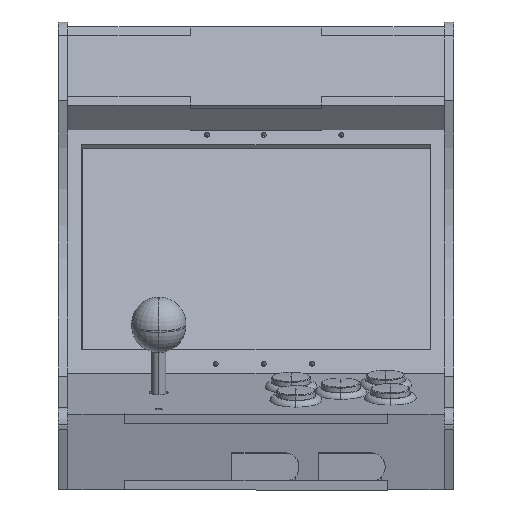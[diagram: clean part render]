
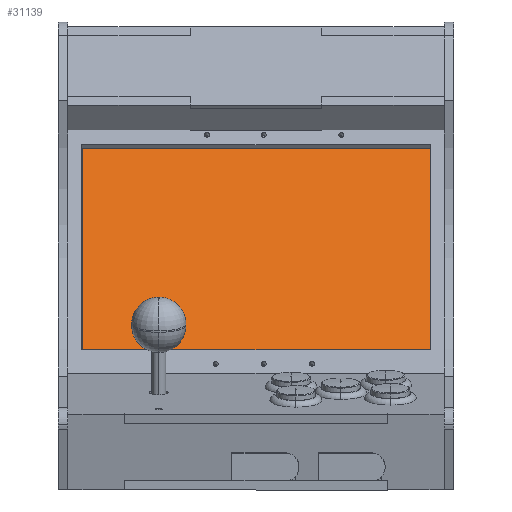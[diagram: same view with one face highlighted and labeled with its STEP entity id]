
A CAD part, top view. The second image highlights one B-rep face of the part: STEP entity #31139.
In plain terms, the highlighted face is planar.
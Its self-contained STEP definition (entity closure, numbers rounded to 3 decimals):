
#750 = AXIS2_PLACEMENT_3D ( 'NONE', #27920, #4299, #22515 ) ;
#2881 = VECTOR ( 'NONE', #4331, 1000. ) ;
#4299 = DIRECTION ( 'NONE',  ( 0., 0., 1. ) ) ;
#4331 = DIRECTION ( 'NONE',  ( 1., 0., 0. ) ) ;
#4610 = CARTESIAN_POINT ( 'NONE',  ( 224.36, 6.4, 4.7 ) ) ;
#5500 = CARTESIAN_POINT ( 'NONE',  ( 224.36, 145.4, 4.7 ) ) ;
#5794 = LINE ( 'NONE', #15484, #28296 ) ;
#7031 = CARTESIAN_POINT ( 'NONE',  ( 3.6, 6.4, 4.7 ) ) ;
#7883 = VERTEX_POINT ( 'NONE', #5500 ) ;
#7901 = LINE ( 'NONE', #33580, #19088 ) ;
#8225 = ORIENTED_EDGE ( 'NONE', *, *, #8270, .T. ) ;
#8270 = EDGE_CURVE ( 'NONE', #32005, #33001, #5794, .T. ) ;
#8600 = CARTESIAN_POINT ( 'NONE',  ( 3.6, 145.4, 4.7 ) ) ;
#9872 = FACE_OUTER_BOUND ( 'NONE', #31701, .T. ) ;
#10123 = CARTESIAN_POINT ( 'NONE',  ( 3.6, 6.4, 4.7 ) ) ;
#13180 = ORIENTED_EDGE ( 'NONE', *, *, #31128, .T. ) ;
#14503 = CARTESIAN_POINT ( 'NONE',  ( 224.36, 145.4, 4.7 ) ) ;
#15484 = CARTESIAN_POINT ( 'NONE',  ( 3.6, 145.4, 4.7 ) ) ;
#15554 = DIRECTION ( 'NONE',  ( -1., 0., 0. ) ) ;
#16211 = EDGE_CURVE ( 'NONE', #7883, #32005, #7901, .T. ) ;
#17597 = EDGE_CURVE ( 'NONE', #33001, #18646, #26865, .T. ) ;
#18646 = VERTEX_POINT ( 'NONE', #4610 ) ;
#19088 = VECTOR ( 'NONE', #15554, 1000. ) ;
#20660 = ORIENTED_EDGE ( 'NONE', *, *, #16211, .T. ) ;
#22515 = DIRECTION ( 'NONE',  ( 1., 0., 0. ) ) ;
#22836 = ORIENTED_EDGE ( 'NONE', *, *, #17597, .T. ) ;
#25394 = LINE ( 'NONE', #14503, #27344 ) ;
#25564 = PLANE ( 'NONE',  #750 ) ;
#26406 = DIRECTION ( 'NONE',  ( 0., -1., 0. ) ) ;
#26865 = LINE ( 'NONE', #7031, #2881 ) ;
#27344 = VECTOR ( 'NONE', #30613, 1000. ) ;
#27920 = CARTESIAN_POINT ( 'NONE',  ( 0., 0., 4.7 ) ) ;
#28296 = VECTOR ( 'NONE', #26406, 1000. ) ;
#30613 = DIRECTION ( 'NONE',  ( 0., 1., 0. ) ) ;
#31128 = EDGE_CURVE ( 'NONE', #18646, #7883, #25394, .T. ) ;
#31139 = ADVANCED_FACE ( 'NONE', ( #9872 ), #25564, .T. ) ;
#31701 = EDGE_LOOP ( 'NONE', ( #8225, #22836, #13180, #20660 ) ) ;
#32005 = VERTEX_POINT ( 'NONE', #8600 ) ;
#33001 = VERTEX_POINT ( 'NONE', #10123 ) ;
#33580 = CARTESIAN_POINT ( 'NONE',  ( 3.6, 145.4, 4.7 ) ) ;
